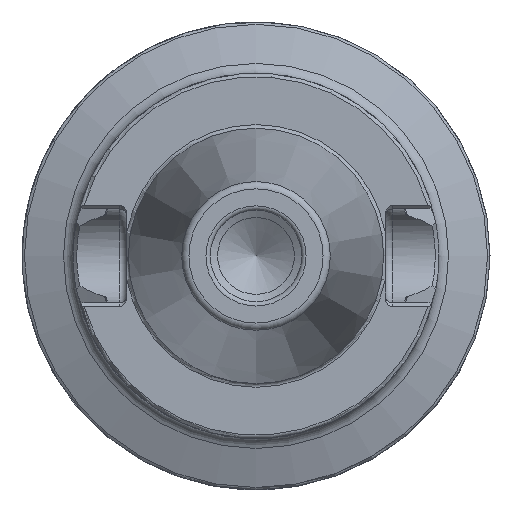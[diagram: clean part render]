
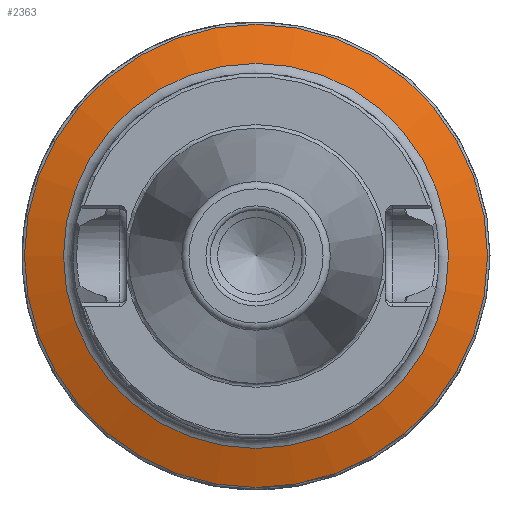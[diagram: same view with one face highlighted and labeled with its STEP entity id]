
A CAD part, left-side view. The second image highlights one B-rep face of the part: STEP entity #2363.
In plain terms, the highlighted conical face has half-angle 70.346 degrees and reference radius 64 mm.
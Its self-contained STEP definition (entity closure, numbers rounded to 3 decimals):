
#93 = DIRECTION ( 'NONE',  ( 1., 0., 0. ) ) ;
#226 = CARTESIAN_POINT ( 'NONE',  ( 40.948, 0., -52.655 ) ) ;
#486 = AXIS2_PLACEMENT_3D ( 'NONE', #951, #3291, #1481 ) ;
#578 = VERTEX_POINT ( 'NONE', #2318 ) ;
#640 = CARTESIAN_POINT ( 'NONE',  ( 40.948, 0., 0. ) ) ;
#646 = DIRECTION ( 'NONE',  ( 0., 0., 1. ) ) ;
#877 = EDGE_LOOP ( 'NONE', ( #2176 ) ) ;
#925 = DIRECTION ( 'NONE',  ( -1., 0., 0. ) ) ;
#951 = CARTESIAN_POINT ( 'NONE',  ( 45., 0., 0. ) ) ;
#1028 = AXIS2_PLACEMENT_3D ( 'NONE', #640, #93, #1919 ) ;
#1198 = CARTESIAN_POINT ( 'NONE',  ( 44.763, 0., 0. ) ) ;
#1481 = DIRECTION ( 'NONE',  ( 0., 0., -1. ) ) ;
#1619 = EDGE_CURVE ( 'NONE', #578, #578, #2797, .T. ) ;
#1919 = DIRECTION ( 'NONE',  ( 0., 0., -1. ) ) ;
#1992 = ORIENTED_EDGE ( 'NONE', *, *, #2219, .T. ) ;
#2012 = CIRCLE ( 'NONE', #1028, 52.655 ) ;
#2035 = EDGE_LOOP ( 'NONE', ( #1992 ) ) ;
#2098 = CONICAL_SURFACE ( 'NONE', #486, 64., 1.228 ) ;
#2121 = VERTEX_POINT ( 'NONE', #226 ) ;
#2176 = ORIENTED_EDGE ( 'NONE', *, *, #1619, .T. ) ;
#2219 = EDGE_CURVE ( 'NONE', #2121, #2121, #2012, .T. ) ;
#2318 = CARTESIAN_POINT ( 'NONE',  ( 44.763, 0., 63.336 ) ) ;
#2363 = ADVANCED_FACE ( 'NONE', ( #2995, #3319 ), #2098, .T. ) ;
#2636 = AXIS2_PLACEMENT_3D ( 'NONE', #1198, #925, #646 ) ;
#2797 = CIRCLE ( 'NONE', #2636, 63.336 ) ;
#2995 = FACE_OUTER_BOUND ( 'NONE', #877, .T. ) ;
#3291 = DIRECTION ( 'NONE',  ( 1., 0., 0. ) ) ;
#3319 = FACE_BOUND ( 'NONE', #2035, .T. ) ;
